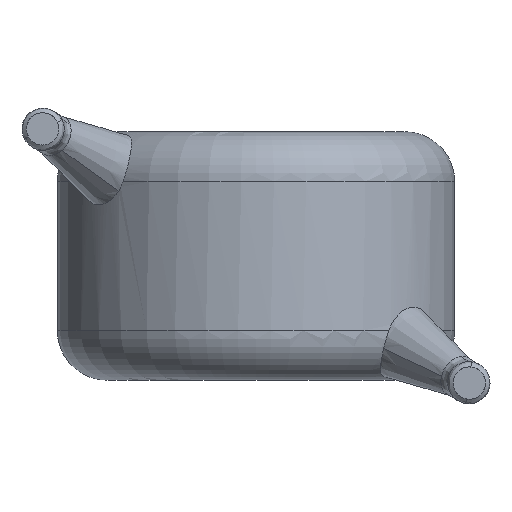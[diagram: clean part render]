
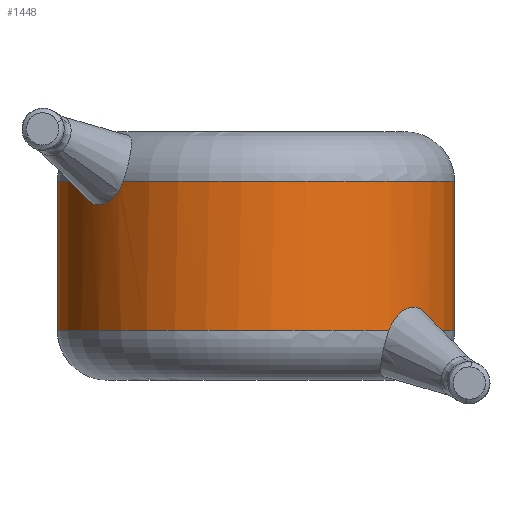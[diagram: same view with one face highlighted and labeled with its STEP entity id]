
A CAD part, front view. The second image highlights one B-rep face of the part: STEP entity #1448.
In plain terms, the highlighted cylindrical face has radius 4 mm (diameter 8 mm), a partial arc.
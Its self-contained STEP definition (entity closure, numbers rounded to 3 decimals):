
#71 = CIRCLE ( 'NONE', #954, 4. ) ;
#105 = B_SPLINE_CURVE_WITH_KNOTS ( 'NONE', 3,
 ( #3757, #2191, #261, #2565, #2527, #3178, #3840, #1236, #927, #604, #3868, #2241 ),
 .UNSPECIFIED., .F., .F.,
 ( 4, 2, 2, 2, 2, 4 ),
 ( 0., 0., 0., 0.001, 0.001, 0.002 ),
 .UNSPECIFIED. ) ;
#116 = EDGE_CURVE ( 'NONE', #1545, #658, #71, .T. ) ;
#117 = CARTESIAN_POINT ( 'NONE',  ( -3.48, -1.975, 3.764 ) ) ;
#179 = CARTESIAN_POINT ( 'NONE',  ( 0., 0., 4. ) ) ;
#244 = DIRECTION ( 'NONE',  ( 0., 0., -1. ) ) ;
#261 = CARTESIAN_POINT ( 'NONE',  ( 2.729, -2.925, 1.131 ) ) ;
#263 = FACE_OUTER_BOUND ( 'NONE', #1725, .T. ) ;
#288 = CARTESIAN_POINT ( 'NONE',  ( -2.676, -2.973, 4. ) ) ;
#345 = DIRECTION ( 'NONE',  ( 1., 0., 0. ) ) ;
#486 = CARTESIAN_POINT ( 'NONE',  ( 3.535, -1.872, 1. ) ) ;
#513 = CARTESIAN_POINT ( 'NONE',  ( -3.153, -2.465, 3.521 ) ) ;
#530 = CARTESIAN_POINT ( 'NONE',  ( -3.069, -2.569, 3.538 ) ) ;
#575 = CARTESIAN_POINT ( 'NONE',  ( -2.768, -2.888, 3.807 ) ) ;
#583 = ORIENTED_EDGE ( 'NONE', *, *, #4102, .T. ) ;
#604 = CARTESIAN_POINT ( 'NONE',  ( 3.468, -1.997, 1.269 ) ) ;
#658 = VERTEX_POINT ( 'NONE', #2424 ) ;
#712 = DIRECTION ( 'NONE',  ( 0., 0., 1. ) ) ;
#789 = CYLINDRICAL_SURFACE ( 'NONE', #3664, 4. ) ;
#911 = VERTEX_POINT ( 'NONE', #2606 ) ;
#924 = DIRECTION ( 'NONE',  ( -1., 0., 0. ) ) ;
#927 = CARTESIAN_POINT ( 'NONE',  ( 3.336, -2.211, 1.433 ) ) ;
#936 = B_SPLINE_CURVE_WITH_KNOTS ( 'NONE', 3,
 ( #1803, #3123, #117, #3439, #4122, #513, #530, #2823, #3213, #3516 ),
 .UNSPECIFIED., .F., .F.,
 ( 4, 2, 2, 2, 4 ),
 ( 0., 0., 0.001, 0.001, 0.002 ),
 .UNSPECIFIED. ) ;
#954 = AXIS2_PLACEMENT_3D ( 'NONE', #1028, #712, #345 ) ;
#977 = EDGE_CURVE ( 'NONE', #4211, #3695, #3304, .T. ) ;
#978 = EDGE_CURVE ( 'NONE', #1205, #2116, #2438, .T. ) ;
#1028 = CARTESIAN_POINT ( 'NONE',  ( 0., 0., 1. ) ) ;
#1146 = CARTESIAN_POINT ( 'NONE',  ( 4., 0., 1. ) ) ;
#1174 = VECTOR ( 'NONE', #3912, 1000. ) ;
#1205 = VERTEX_POINT ( 'NONE', #486 ) ;
#1206 = LINE ( 'NONE', #2543, #1818 ) ;
#1236 = CARTESIAN_POINT ( 'NONE',  ( 3.251, -2.335, 1.472 ) ) ;
#1257 = DIRECTION ( 'NONE',  ( 0., 0., -1. ) ) ;
#1448 = ADVANCED_FACE ( 'NONE', ( #263 ), #789, .T. ) ;
#1460 = ORIENTED_EDGE ( 'NONE', *, *, #3464, .F. ) ;
#1474 = ORIENTED_EDGE ( 'NONE', *, *, #4192, .T. ) ;
#1497 = DIRECTION ( 'NONE',  ( 0., 0., -1. ) ) ;
#1545 = VERTEX_POINT ( 'NONE', #1897 ) ;
#1570 = DIRECTION ( 'NONE',  ( 1., 0., 0. ) ) ;
#1591 = CARTESIAN_POINT ( 'NONE',  ( 0., 0., 5. ) ) ;
#1652 = AXIS2_PLACEMENT_3D ( 'NONE', #2520, #1257, #3205 ) ;
#1725 = EDGE_LOOP ( 'NONE', ( #1460, #3028, #3079, #2228, #2886, #583, #3800, #1474, #4257 ) ) ;
#1732 = EDGE_CURVE ( 'NONE', #2276, #3695, #4247, .T. ) ;
#1803 = CARTESIAN_POINT ( 'NONE',  ( -3.535, -1.872, 4. ) ) ;
#1818 = VECTOR ( 'NONE', #2475, 1000. ) ;
#1893 = CARTESIAN_POINT ( 'NONE',  ( -2.7, -2.951, 3.93 ) ) ;
#1897 = CARTESIAN_POINT ( 'NONE',  ( -4., 0., 1. ) ) ;
#2116 = VERTEX_POINT ( 'NONE', #1146 ) ;
#2172 = DIRECTION ( 'NONE',  ( 0., 0., 1. ) ) ;
#2191 = CARTESIAN_POINT ( 'NONE',  ( 2.699, -2.952, 1.069 ) ) ;
#2203 = CARTESIAN_POINT ( 'NONE',  ( -2.676, -2.973, 4. ) ) ;
#2228 = ORIENTED_EDGE ( 'NONE', *, *, #4137, .F. ) ;
#2241 = CARTESIAN_POINT ( 'NONE',  ( 3.535, -1.872, 1. ) ) ;
#2276 = VERTEX_POINT ( 'NONE', #2760 ) ;
#2402 = CARTESIAN_POINT ( 'NONE',  ( -3.535, -1.872, 4. ) ) ;
#2424 = CARTESIAN_POINT ( 'NONE',  ( 2.676, -2.973, 1. ) ) ;
#2438 = CIRCLE ( 'NONE', #3615, 4. ) ;
#2475 = DIRECTION ( 'NONE',  ( 0., 0., -1. ) ) ;
#2520 = CARTESIAN_POINT ( 'NONE',  ( 0., 0., 4. ) ) ;
#2527 = CARTESIAN_POINT ( 'NONE',  ( 2.84, -2.818, 1.294 ) ) ;
#2543 = CARTESIAN_POINT ( 'NONE',  ( -4., 0., 5. ) ) ;
#2565 = CARTESIAN_POINT ( 'NONE',  ( 2.799, -2.858, 1.244 ) ) ;
#2606 = CARTESIAN_POINT ( 'NONE',  ( -4., 0., 4. ) ) ;
#2760 = CARTESIAN_POINT ( 'NONE',  ( -2.768, -2.888, 3.807 ) ) ;
#2823 = CARTESIAN_POINT ( 'NONE',  ( -2.906, -2.751, 3.632 ) ) ;
#2886 = ORIENTED_EDGE ( 'NONE', *, *, #4273, .T. ) ;
#2957 = AXIS2_PLACEMENT_3D ( 'NONE', #179, #1497, #4094 ) ;
#2999 = LINE ( 'NONE', #3268, #1174 ) ;
#3028 = ORIENTED_EDGE ( 'NONE', *, *, #977, .T. ) ;
#3079 = ORIENTED_EDGE ( 'NONE', *, *, #1732, .F. ) ;
#3123 = CARTESIAN_POINT ( 'NONE',  ( -3.516, -1.907, 3.874 ) ) ;
#3178 = CARTESIAN_POINT ( 'NONE',  ( 2.969, -2.684, 1.418 ) ) ;
#3205 = DIRECTION ( 'NONE',  ( 1., 0., 0. ) ) ;
#3213 = CARTESIAN_POINT ( 'NONE',  ( -2.829, -2.829, 3.709 ) ) ;
#3268 = CARTESIAN_POINT ( 'NONE',  ( 4., 0., 5. ) ) ;
#3304 = CIRCLE ( 'NONE', #2957, 4. ) ;
#3439 = CARTESIAN_POINT ( 'NONE',  ( -3.374, -2.151, 3.603 ) ) ;
#3464 = EDGE_CURVE ( 'NONE', #4211, #2116, #2999, .T. ) ;
#3500 = CARTESIAN_POINT ( 'NONE',  ( 4., 0., 4. ) ) ;
#3516 = CARTESIAN_POINT ( 'NONE',  ( -2.768, -2.888, 3.807 ) ) ;
#3545 = CIRCLE ( 'NONE', #1652, 4. ) ;
#3615 = AXIS2_PLACEMENT_3D ( 'NONE', #3778, #2172, #1570 ) ;
#3663 = VERTEX_POINT ( 'NONE', #2402 ) ;
#3664 = AXIS2_PLACEMENT_3D ( 'NONE', #1591, #244, #924 ) ;
#3695 = VERTEX_POINT ( 'NONE', #288 ) ;
#3757 = CARTESIAN_POINT ( 'NONE',  ( 2.676, -2.973, 1. ) ) ;
#3778 = CARTESIAN_POINT ( 'NONE',  ( 0., 0., 1. ) ) ;
#3800 = ORIENTED_EDGE ( 'NONE', *, *, #116, .T. ) ;
#3840 = CARTESIAN_POINT ( 'NONE',  ( 3.067, -2.572, 1.465 ) ) ;
#3868 = CARTESIAN_POINT ( 'NONE',  ( 3.514, -1.912, 1.144 ) ) ;
#3912 = DIRECTION ( 'NONE',  ( 0., 0., -1. ) ) ;
#4094 = DIRECTION ( 'NONE',  ( 1., 0., 0. ) ) ;
#4102 = EDGE_CURVE ( 'NONE', #911, #1545, #1206, .T. ) ;
#4118 = CARTESIAN_POINT ( 'NONE',  ( -2.731, -2.923, 3.864 ) ) ;
#4122 = CARTESIAN_POINT ( 'NONE',  ( -3.305, -2.257, 3.553 ) ) ;
#4137 = EDGE_CURVE ( 'NONE', #3663, #2276, #936, .T. ) ;
#4192 = EDGE_CURVE ( 'NONE', #658, #1205, #105, .T. ) ;
#4211 = VERTEX_POINT ( 'NONE', #3500 ) ;
#4247 = B_SPLINE_CURVE_WITH_KNOTS ( 'NONE', 3,
 ( #575, #4118, #1893, #2203 ),
 .UNSPECIFIED., .F., .F.,
 ( 4, 4 ),
 ( 0.002, 0.002 ),
 .UNSPECIFIED. ) ;
#4257 = ORIENTED_EDGE ( 'NONE', *, *, #978, .T. ) ;
#4273 = EDGE_CURVE ( 'NONE', #3663, #911, #3545, .T. ) ;
